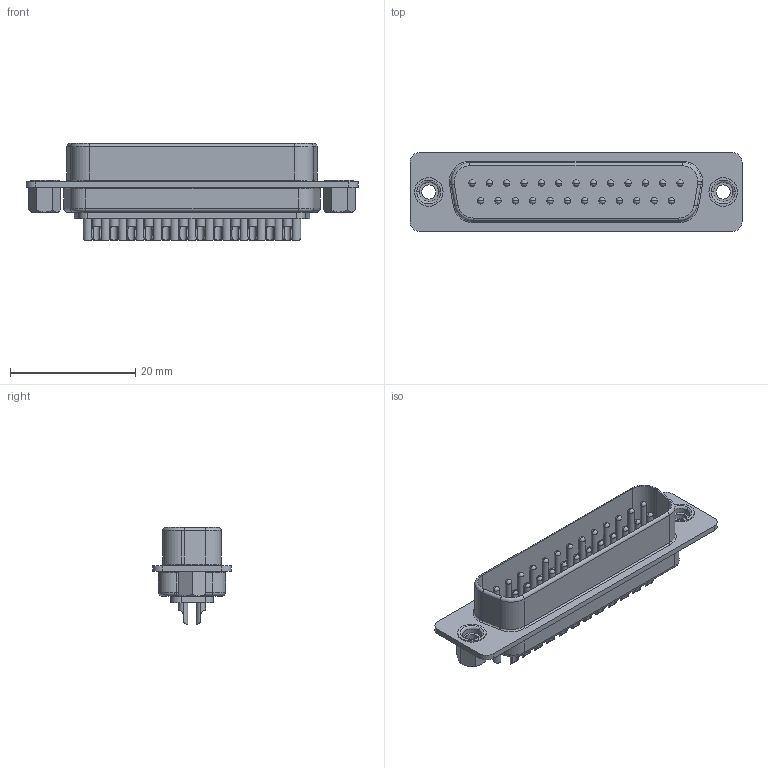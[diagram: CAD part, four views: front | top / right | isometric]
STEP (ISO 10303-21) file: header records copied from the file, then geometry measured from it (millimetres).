
FILE_DESCRIPTION (( 'STEP AP214' ), '1' );
FILE_NAME ('K85X-BA-25P-K_rA2.STEP', '2013-03-22T18:44:01', ( 'Daniel' ), ( 'Microsoft' ), 'SwSTEP 2.0', 'SolidWorks 2012', '' );
FILE_SCHEMA (( 'AUTOMOTIVE_DESIGN' ));
Length unit declared in the file: millimetre
Products named in the file (1): K85X-BA-25P-K_rA2
Bounding box: 53.04 x 12.55 x 15.5 mm (x, y, z)
Volume: 2914 mm3; surface area: 4081.6 mm2
Topology: 1 solids, 1 shells, 452 faces, 1195 edges, 754 vertices
Faces by surface type: cylinder 252, plane 118, sphere 50, torus 24, cone 8
Entity records: 16579 total; most frequent: CARTESIAN_POINT 4465, ORIENTED_EDGE 2190, DIRECTION 2182, EDGE_CURVE 1095, AXIS2_PLACEMENT_3D 846, VERTEX_POINT 704, EDGE_LOOP 515, LINE 490
